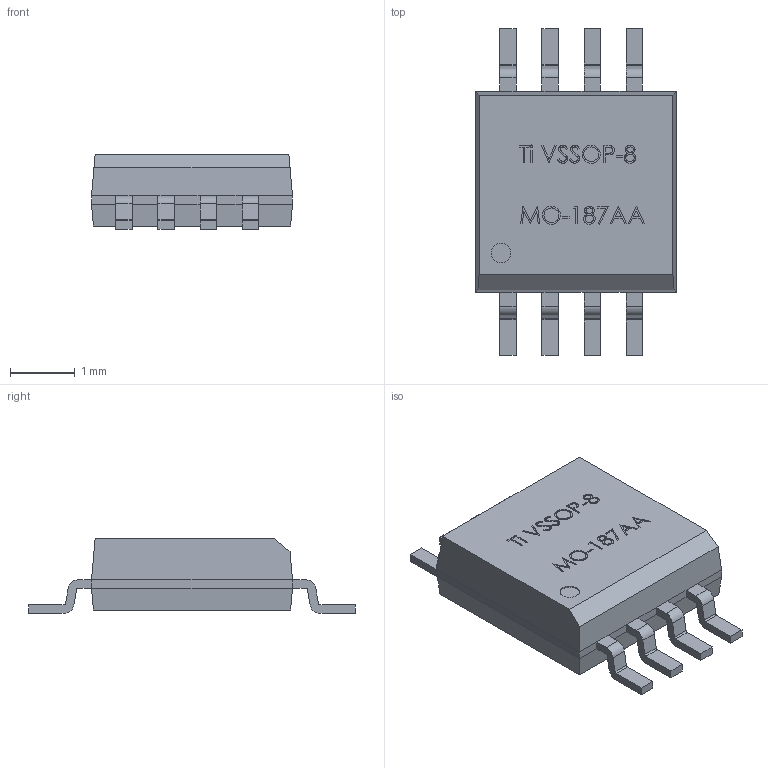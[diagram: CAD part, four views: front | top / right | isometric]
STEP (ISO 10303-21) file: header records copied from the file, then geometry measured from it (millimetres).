
FILE_DESCRIPTION(('FreeCAD Model'),'2;1');
FILE_NAME('User Library-SOP50P310X110-8N[VSSOP_DGK_MO-187AA].step','2017-09-21T11:04:09' ,('kicad StepUp'),('ksu MCAD'),'Open CASCADE STEP processor 6.8', 'FreeCAD','Unknown');
FILE_SCHEMA(('AUTOMOTIVE_DESIGN_CC2 { 1 2 10303 214 -1 1 5 4 }'));
Length unit declared in the file: millimetre
Products named in the file (2): ASSEMBLY; User_Library-SOP50P310X110-8N[VSSOP_DGK_MO-187AA]
Assembly tree (1 placements, depth 2):
  ASSEMBLY
    User_Library-SOP50P310X110-8N[VSSOP_DGK_MO-187AA]
Bounding box: 3.1 x 5.04 x 1.15 mm (x, y, z)
Volume: 10.5 mm3; surface area: 39.1 mm2
Topology: 1 solids, 1 shells, 333 faces, 869 edges, 566 vertices
Faces by surface type: plane 209, bspline 90, cylinder 34
Entity records: 17291 total; most frequent: CARTESIAN_POINT 7316, ORIENTED_EDGE 1738, DIRECTION 1247, EDGE_CURVE 869, LINE 621, VECTOR 621, VERTEX_POINT 566, FACE_BOUND 361
